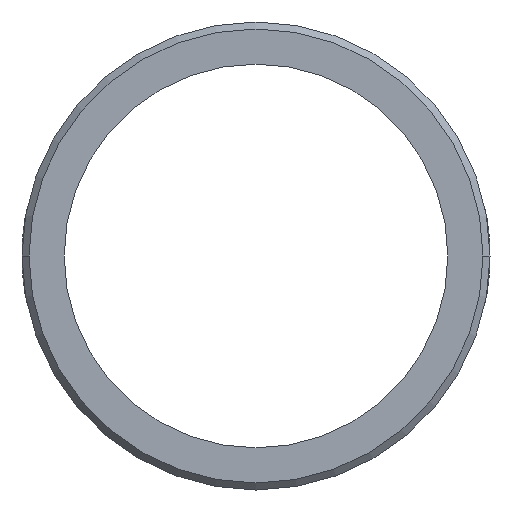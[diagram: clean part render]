
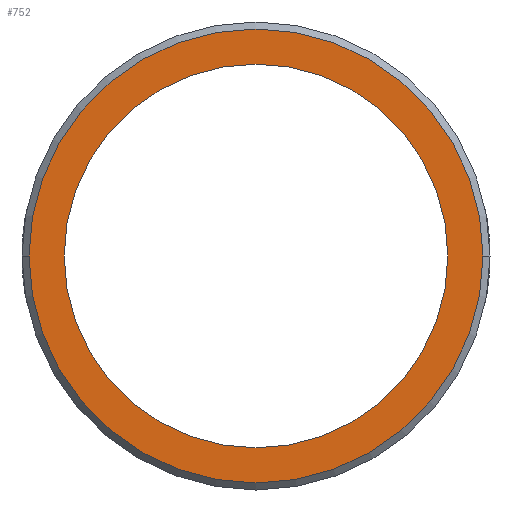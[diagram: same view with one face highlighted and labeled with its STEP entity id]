
A CAD part, front view. The second image highlights one B-rep face of the part: STEP entity #752.
In plain terms, the highlighted planar face has unit normal (0, -1, 0).
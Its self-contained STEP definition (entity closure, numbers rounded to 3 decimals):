
#1=CARTESIAN_POINT('',(0.,0.,0.));
#2=DIRECTION('',(0.,-1.,0.));
#3=DIRECTION('',(1.,0.,0.));
#4=AXIS2_PLACEMENT_3D('',#1,#2,#3);
#6=CARTESIAN_POINT('',(0.,0.,0.));
#7=DIRECTION('',(0.,-1.,0.));
#8=DIRECTION('',(-1.,0.,0.));
#9=AXIS2_PLACEMENT_3D('',#6,#7,#8);
#11=CARTESIAN_POINT('',(0.,0.,0.));
#12=DIRECTION('',(0.,-1.,0.));
#13=DIRECTION('',(1.,0.,0.));
#14=AXIS2_PLACEMENT_3D('',#11,#12,#13);
#16=CARTESIAN_POINT('',(0.,0.,0.));
#17=DIRECTION('',(0.,-1.,0.));
#18=DIRECTION('',(-1.,0.,0.));
#19=AXIS2_PLACEMENT_3D('',#16,#17,#18);
#663=CARTESIAN_POINT('',(8.2,0.,0.));
#664=CARTESIAN_POINT('',(-8.2,0.,0.));
#665=VERTEX_POINT('',#663);
#666=VERTEX_POINT('',#664);
#671=CARTESIAN_POINT('',(9.7,0.,0.));
#672=CARTESIAN_POINT('',(-9.7,0.,0.));
#673=VERTEX_POINT('',#671);
#674=VERTEX_POINT('',#672);
#735=CARTESIAN_POINT('',(0.,0.,0.));
#736=DIRECTION('',(0.,1.,0.));
#737=DIRECTION('',(1.,0.,0.));
#738=AXIS2_PLACEMENT_3D('',#735,#736,#737);
#739=PLANE('',#738);
#741=ORIENTED_EDGE('',*,*,#740,.F.);
#743=ORIENTED_EDGE('',*,*,#742,.F.);
#744=EDGE_LOOP('',(#741,#743));
#745=FACE_OUTER_BOUND('',#744,.F.);
#747=ORIENTED_EDGE('',*,*,#746,.T.);
#749=ORIENTED_EDGE('',*,*,#748,.T.);
#750=EDGE_LOOP('',(#747,#749));
#751=FACE_BOUND('',#750,.F.);
#752=ADVANCED_FACE('',(#745,#751),#739,.F.);
#5=CIRCLE('',#4,8.2);
#10=CIRCLE('',#9,8.2);
#15=CIRCLE('',#14,9.7);
#20=CIRCLE('',#19,9.7);
#740=EDGE_CURVE('',#673,#674,#15,.T.);
#742=EDGE_CURVE('',#674,#673,#20,.T.);
#746=EDGE_CURVE('',#665,#666,#5,.T.);
#748=EDGE_CURVE('',#666,#665,#10,.T.);
